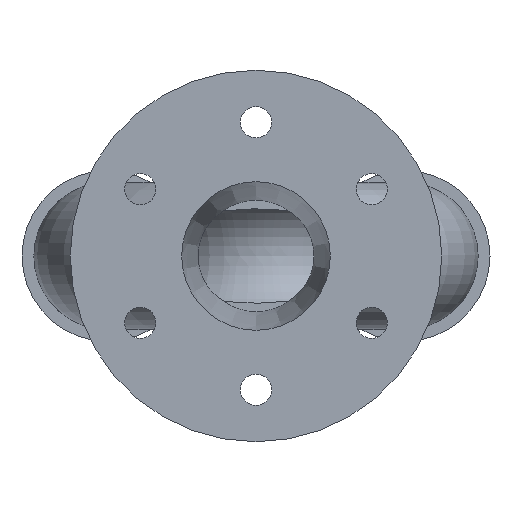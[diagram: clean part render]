
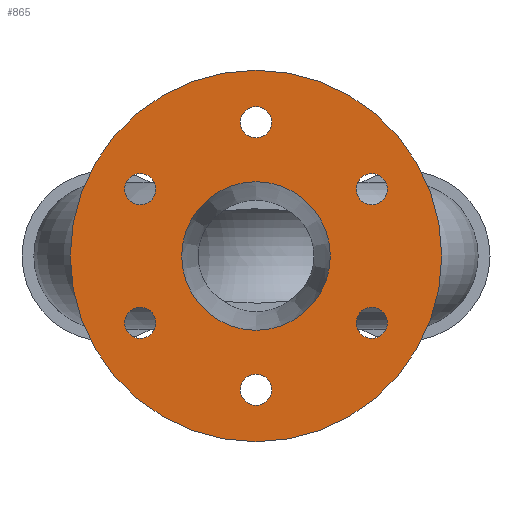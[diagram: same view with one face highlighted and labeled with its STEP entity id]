
A CAD part, front view. The second image highlights one B-rep face of the part: STEP entity #865.
In plain terms, the highlighted planar face has unit normal (0, -1, 0).
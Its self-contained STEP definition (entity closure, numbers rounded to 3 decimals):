
#30=FACE_BOUND('',#252,.T.);
#31=FACE_BOUND('',#253,.T.);
#32=FACE_BOUND('',#254,.T.);
#33=FACE_BOUND('',#255,.T.);
#34=FACE_BOUND('',#256,.T.);
#35=FACE_BOUND('',#257,.T.);
#36=FACE_BOUND('',#258,.T.);
#46=PLANE('',#981);
#190=FACE_OUTER_BOUND('',#251,.T.);
#251=EDGE_LOOP('',(#727));
#252=EDGE_LOOP('',(#728));
#253=EDGE_LOOP('',(#729));
#254=EDGE_LOOP('',(#730));
#255=EDGE_LOOP('',(#731));
#256=EDGE_LOOP('',(#732));
#257=EDGE_LOOP('',(#733));
#258=EDGE_LOOP('',(#734));
#309=CIRCLE('',#911,50.);
#351=CIRCLE('',#971,125.);
#360=CIRCLE('',#982,10.5);
#361=CIRCLE('',#983,10.5);
#362=CIRCLE('',#984,10.5);
#363=CIRCLE('',#985,10.5);
#364=CIRCLE('',#986,10.5);
#365=CIRCLE('',#987,10.5);
#382=VERTEX_POINT('',#1393);
#426=VERTEX_POINT('',#1662);
#440=VERTEX_POINT('',#1694);
#441=VERTEX_POINT('',#1696);
#442=VERTEX_POINT('',#1698);
#443=VERTEX_POINT('',#1700);
#444=VERTEX_POINT('',#1702);
#445=VERTEX_POINT('',#1704);
#467=EDGE_CURVE('',#382,#382,#309,.T.);
#532=EDGE_CURVE('',#426,#426,#351,.T.);
#548=EDGE_CURVE('',#440,#440,#360,.T.);
#549=EDGE_CURVE('',#441,#441,#361,.T.);
#550=EDGE_CURVE('',#442,#442,#362,.T.);
#551=EDGE_CURVE('',#443,#443,#363,.T.);
#552=EDGE_CURVE('',#444,#444,#364,.T.);
#553=EDGE_CURVE('',#445,#445,#365,.T.);
#727=ORIENTED_EDGE('',*,*,#532,.F.);
#728=ORIENTED_EDGE('',*,*,#548,.F.);
#729=ORIENTED_EDGE('',*,*,#549,.F.);
#730=ORIENTED_EDGE('',*,*,#550,.F.);
#731=ORIENTED_EDGE('',*,*,#551,.F.);
#732=ORIENTED_EDGE('',*,*,#552,.F.);
#733=ORIENTED_EDGE('',*,*,#553,.F.);
#734=ORIENTED_EDGE('',*,*,#467,.F.);
#865=ADVANCED_FACE('',(#190,#30,#31,#32,#33,#34,#35,#36),#46,.T.);
#911=AXIS2_PLACEMENT_3D('',#1395,#1034,#1035);
#971=AXIS2_PLACEMENT_3D('',#1663,#1166,#1167);
#981=AXIS2_PLACEMENT_3D('',#1693,#1193,#1194);
#982=AXIS2_PLACEMENT_3D('',#1695,#1195,#1196);
#983=AXIS2_PLACEMENT_3D('',#1697,#1197,#1198);
#984=AXIS2_PLACEMENT_3D('',#1699,#1199,#1200);
#985=AXIS2_PLACEMENT_3D('',#1701,#1201,#1202);
#986=AXIS2_PLACEMENT_3D('',#1703,#1203,#1204);
#987=AXIS2_PLACEMENT_3D('',#1705,#1205,#1206);
#1034=DIRECTION('center_axis',(0.,-1.,0.));
#1035=DIRECTION('ref_axis',(0.,0.,-1.));
#1166=DIRECTION('center_axis',(0.,1.,0.));
#1167=DIRECTION('ref_axis',(0.,0.,1.));
#1193=DIRECTION('center_axis',(0.,-1.,0.));
#1194=DIRECTION('ref_axis',(0.,0.,-1.));
#1195=DIRECTION('center_axis',(0.,-1.,0.));
#1196=DIRECTION('ref_axis',(0.,0.,-1.));
#1197=DIRECTION('center_axis',(0.,-1.,0.));
#1198=DIRECTION('ref_axis',(0.,0.,-1.));
#1199=DIRECTION('center_axis',(0.,-1.,0.));
#1200=DIRECTION('ref_axis',(0.,0.,-1.));
#1201=DIRECTION('center_axis',(0.,-1.,0.));
#1202=DIRECTION('ref_axis',(0.,0.,-1.));
#1203=DIRECTION('center_axis',(0.,-1.,0.));
#1204=DIRECTION('ref_axis',(0.,0.,-1.));
#1205=DIRECTION('center_axis',(0.,-1.,0.));
#1206=DIRECTION('ref_axis',(0.,0.,-1.));
#1393=CARTESIAN_POINT('',(0.,-455.,50.));
#1395=CARTESIAN_POINT('Origin',(0.,-455.,0.));
#1662=CARTESIAN_POINT('',(0.,-455.,125.));
#1663=CARTESIAN_POINT('Origin',(0.,-455.,0.));
#1693=CARTESIAN_POINT('Origin',(0.,-455.,0.));
#1694=CARTESIAN_POINT('',(0.,-455.,100.5));
#1695=CARTESIAN_POINT('Origin',(0.,-455.,90.));
#1696=CARTESIAN_POINT('',(-77.942,-455.,55.5));
#1697=CARTESIAN_POINT('Origin',(-77.942,-455.,45.));
#1698=CARTESIAN_POINT('',(77.942,-455.,55.5));
#1699=CARTESIAN_POINT('Origin',(77.942,-455.,45.));
#1700=CARTESIAN_POINT('',(-77.942,-455.,-34.5));
#1701=CARTESIAN_POINT('Origin',(-77.942,-455.,-45.));
#1702=CARTESIAN_POINT('',(0.,-455.,-79.5));
#1703=CARTESIAN_POINT('Origin',(0.,-455.,-90.));
#1704=CARTESIAN_POINT('',(77.942,-455.,-34.5));
#1705=CARTESIAN_POINT('Origin',(77.942,-455.,-45.));
